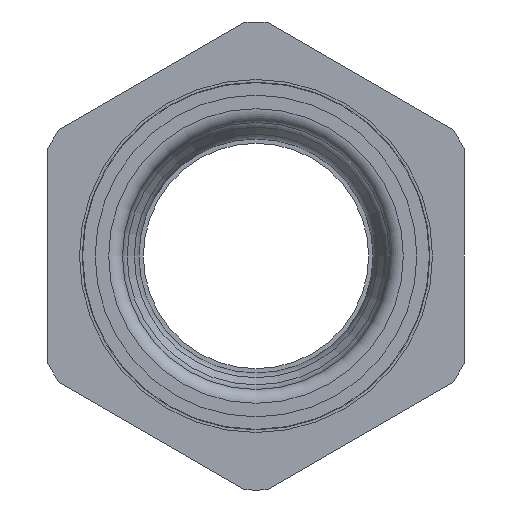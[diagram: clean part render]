
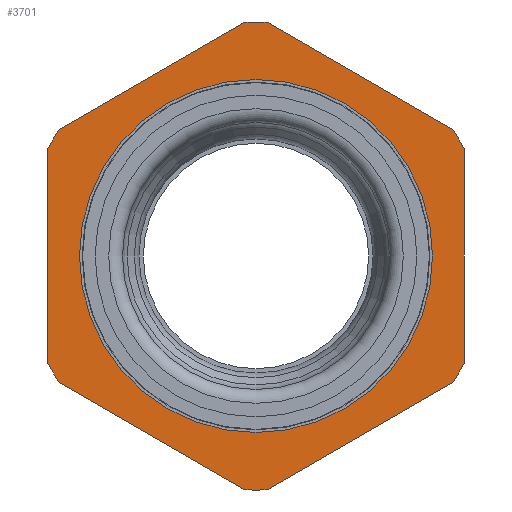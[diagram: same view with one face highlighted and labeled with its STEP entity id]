
A CAD part, front view. The second image highlights one B-rep face of the part: STEP entity #3701.
In plain terms, the highlighted planar face has unit normal (0, -1, 0).
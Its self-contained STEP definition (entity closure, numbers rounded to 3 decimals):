
#3 = CARTESIAN_POINT ( 'NONE',  ( 0., -6.35, -13.856 ) ) ;
#113 = AXIS2_PLACEMENT_3D ( 'NONE', #6356, #6461, #3087 ) ;
#123 = ORIENTED_EDGE ( 'NONE', *, *, #6575, .T. ) ;
#160 = CARTESIAN_POINT ( 'NONE',  ( 0.644, -6.35, 13.485 ) ) ;
#185 = EDGE_LOOP ( 'NONE', ( #123, #6457, #5630, #6045, #2653, #1390, #3121, #6399, #6852, #4664, #2622, #4913 ) ) ;
#280 = DIRECTION ( 'NONE',  ( -0.866, 0., -0.5 ) ) ;
#352 = CARTESIAN_POINT ( 'NONE',  ( -12., -6.35, -6.185 ) ) ;
#392 = CARTESIAN_POINT ( 'NONE',  ( 0., -6.35, 0. ) ) ;
#418 = EDGE_CURVE ( 'NONE', #5075, #5241, #2123, .T. ) ;
#453 = VERTEX_POINT ( 'NONE', #7077 ) ;
#462 = AXIS2_PLACEMENT_3D ( 'NONE', #2465, #1369, #714 ) ;
#533 = CARTESIAN_POINT ( 'NONE',  ( 0., -6.35, 13.856 ) ) ;
#655 = CARTESIAN_POINT ( 'NONE',  ( -11.356, -6.35, -7.3 ) ) ;
#714 = DIRECTION ( 'NONE',  ( 0., 0., -1. ) ) ;
#884 = DIRECTION ( 'NONE',  ( 0., -1., 0. ) ) ;
#890 = VECTOR ( 'NONE', #7036, 1000. ) ;
#949 = VERTEX_POINT ( 'NONE', #3169 ) ;
#1068 = CARTESIAN_POINT ( 'NONE',  ( -12., -6.35, -6.928 ) ) ;
#1369 = DIRECTION ( 'NONE',  ( 0., -1., 0. ) ) ;
#1390 = ORIENTED_EDGE ( 'NONE', *, *, #6266, .T. ) ;
#1419 = DIRECTION ( 'NONE',  ( 0., 1., 0. ) ) ;
#1578 = CARTESIAN_POINT ( 'NONE',  ( 12., -6.35, -6.928 ) ) ;
#1637 = DIRECTION ( 'NONE',  ( 0., -1., 0. ) ) ;
#1706 = VECTOR ( 'NONE', #3850, 1000. ) ;
#1719 = CARTESIAN_POINT ( 'NONE',  ( -11.356, -6.35, 7.3 ) ) ;
#1883 = EDGE_CURVE ( 'NONE', #4531, #2025, #3317, .T. ) ;
#1884 = DIRECTION ( 'NONE',  ( 0., 0., 1. ) ) ;
#1916 = DIRECTION ( 'NONE',  ( 0., 0., -1. ) ) ;
#1942 = CARTESIAN_POINT ( 'NONE',  ( -12., -6.35, 6.928 ) ) ;
#2025 = VERTEX_POINT ( 'NONE', #3584 ) ;
#2123 = CIRCLE ( 'NONE', #7042, 13.5 ) ;
#2303 = EDGE_CURVE ( 'NONE', #949, #949, #3261, .T. ) ;
#2323 = CIRCLE ( 'NONE', #6543, 13.5 ) ;
#2400 = FACE_OUTER_BOUND ( 'NONE', #185, .T. ) ;
#2465 = CARTESIAN_POINT ( 'NONE',  ( 0., -6.35, 0. ) ) ;
#2585 = VECTOR ( 'NONE', #2637, 1000. ) ;
#2622 = ORIENTED_EDGE ( 'NONE', *, *, #6351, .T. ) ;
#2637 = DIRECTION ( 'NONE',  ( 0.866, 0., 0.5 ) ) ;
#2653 = ORIENTED_EDGE ( 'NONE', *, *, #6919, .T. ) ;
#2723 = DIRECTION ( 'NONE',  ( 0., 0., -1. ) ) ;
#2884 = AXIS2_PLACEMENT_3D ( 'NONE', #6006, #4863, #3306 ) ;
#2925 = EDGE_CURVE ( 'NONE', #5130, #4022, #3019, .T. ) ;
#2947 = VERTEX_POINT ( 'NONE', #352 ) ;
#2973 = EDGE_CURVE ( 'NONE', #2025, #453, #2323, .T. ) ;
#3019 = CIRCLE ( 'NONE', #462, 13.5 ) ;
#3079 = DIRECTION ( 'NONE',  ( 0., -1., 0. ) ) ;
#3087 = DIRECTION ( 'NONE',  ( 0., 0., -1. ) ) ;
#3106 = CIRCLE ( 'NONE', #2884, 13.5 ) ;
#3110 = CARTESIAN_POINT ( 'NONE',  ( 0., -6.35, 0. ) ) ;
#3121 = ORIENTED_EDGE ( 'NONE', *, *, #4612, .T. ) ;
#3145 = CARTESIAN_POINT ( 'NONE',  ( 0.644, -6.35, -13.485 ) ) ;
#3147 = CARTESIAN_POINT ( 'NONE',  ( 12., -6.35, 6.928 ) ) ;
#3169 = CARTESIAN_POINT ( 'NONE',  ( 0., -6.35, 10.183 ) ) ;
#3257 = VERTEX_POINT ( 'NONE', #5752 ) ;
#3261 = CIRCLE ( 'NONE', #5634, 10.183 ) ;
#3286 = VECTOR ( 'NONE', #3390, 1000. ) ;
#3291 = DIRECTION ( 'NONE',  ( 0., -1., 0. ) ) ;
#3306 = DIRECTION ( 'NONE',  ( 0., 0., -1. ) ) ;
#3317 = LINE ( 'NONE', #1578, #2585 ) ;
#3326 = VECTOR ( 'NONE', #280, 1000. ) ;
#3339 = CARTESIAN_POINT ( 'NONE',  ( 0., -6.35, 0. ) ) ;
#3390 = DIRECTION ( 'NONE',  ( 0.866, 0., -0.5 ) ) ;
#3452 = CARTESIAN_POINT ( 'NONE',  ( -12., -6.35, 6.185 ) ) ;
#3515 = CARTESIAN_POINT ( 'NONE',  ( -0.644, -6.35, 13.485 ) ) ;
#3572 = AXIS2_PLACEMENT_3D ( 'NONE', #4576, #1419, #1884 ) ;
#3584 = CARTESIAN_POINT ( 'NONE',  ( 11.356, -6.35, -7.3 ) ) ;
#3605 = CARTESIAN_POINT ( 'NONE',  ( 0., -6.35, 0. ) ) ;
#3691 = CARTESIAN_POINT ( 'NONE',  ( 12., -6.35, 6.185 ) ) ;
#3701 = ADVANCED_FACE ( 'NONE', ( #2400, #5637 ), #4149, .F. ) ;
#3827 = EDGE_CURVE ( 'NONE', #5329, #3257, #4931, .T. ) ;
#3850 = DIRECTION ( 'NONE',  ( -0.866, 0., 0.5 ) ) ;
#3954 = LINE ( 'NONE', #533, #1706 ) ;
#4022 = VERTEX_POINT ( 'NONE', #3515 ) ;
#4136 = ORIENTED_EDGE ( 'NONE', *, *, #2303, .F. ) ;
#4149 = PLANE ( 'NONE',  #3572 ) ;
#4409 = DIRECTION ( 'NONE',  ( 0., 0., 1. ) ) ;
#4424 = CARTESIAN_POINT ( 'NONE',  ( -0.644, -6.35, -13.485 ) ) ;
#4531 = VERTEX_POINT ( 'NONE', #3145 ) ;
#4576 = CARTESIAN_POINT ( 'NONE',  ( -13.5, -6.35, 0. ) ) ;
#4612 = EDGE_CURVE ( 'NONE', #5507, #4630, #4910, .T. ) ;
#4630 = VERTEX_POINT ( 'NONE', #4424 ) ;
#4664 = ORIENTED_EDGE ( 'NONE', *, *, #2973, .T. ) ;
#4770 = LINE ( 'NONE', #3147, #890 ) ;
#4863 = DIRECTION ( 'NONE',  ( 0., -1., 0. ) ) ;
#4910 = LINE ( 'NONE', #3, #3286 ) ;
#4913 = ORIENTED_EDGE ( 'NONE', *, *, #3827, .T. ) ;
#4931 = CIRCLE ( 'NONE', #113, 13.5 ) ;
#5075 = VERTEX_POINT ( 'NONE', #1719 ) ;
#5130 = VERTEX_POINT ( 'NONE', #160 ) ;
#5241 = VERTEX_POINT ( 'NONE', #3452 ) ;
#5315 = EDGE_LOOP ( 'NONE', ( #4136 ) ) ;
#5329 = VERTEX_POINT ( 'NONE', #3691 ) ;
#5365 = CIRCLE ( 'NONE', #6967, 13.5 ) ;
#5473 = EDGE_CURVE ( 'NONE', #4630, #4531, #3106, .T. ) ;
#5507 = VERTEX_POINT ( 'NONE', #655 ) ;
#5630 = ORIENTED_EDGE ( 'NONE', *, *, #6692, .T. ) ;
#5634 = AXIS2_PLACEMENT_3D ( 'NONE', #3339, #1637, #4409 ) ;
#5637 = FACE_BOUND ( 'NONE', #5315, .T. ) ;
#5704 = VECTOR ( 'NONE', #6556, 1000. ) ;
#5752 = CARTESIAN_POINT ( 'NONE',  ( 11.356, -6.35, 7.3 ) ) ;
#5837 = DIRECTION ( 'NONE',  ( 0., 0., -1. ) ) ;
#6006 = CARTESIAN_POINT ( 'NONE',  ( 0., -6.35, 0. ) ) ;
#6045 = ORIENTED_EDGE ( 'NONE', *, *, #418, .T. ) ;
#6266 = EDGE_CURVE ( 'NONE', #2947, #5507, #5365, .T. ) ;
#6351 = EDGE_CURVE ( 'NONE', #453, #5329, #4770, .T. ) ;
#6356 = CARTESIAN_POINT ( 'NONE',  ( 0., -6.35, 0. ) ) ;
#6399 = ORIENTED_EDGE ( 'NONE', *, *, #5473, .T. ) ;
#6457 = ORIENTED_EDGE ( 'NONE', *, *, #2925, .T. ) ;
#6461 = DIRECTION ( 'NONE',  ( 0., -1., 0. ) ) ;
#6543 = AXIS2_PLACEMENT_3D ( 'NONE', #3110, #884, #5837 ) ;
#6556 = DIRECTION ( 'NONE',  ( 0., 0., -1. ) ) ;
#6575 = EDGE_CURVE ( 'NONE', #3257, #5130, #3954, .T. ) ;
#6692 = EDGE_CURVE ( 'NONE', #4022, #5075, #6773, .T. ) ;
#6773 = LINE ( 'NONE', #1942, #3326 ) ;
#6852 = ORIENTED_EDGE ( 'NONE', *, *, #1883, .T. ) ;
#6919 = EDGE_CURVE ( 'NONE', #5241, #2947, #7069, .T. ) ;
#6967 = AXIS2_PLACEMENT_3D ( 'NONE', #3605, #3079, #1916 ) ;
#7036 = DIRECTION ( 'NONE',  ( 0., 0., 1. ) ) ;
#7042 = AXIS2_PLACEMENT_3D ( 'NONE', #392, #3291, #2723 ) ;
#7069 = LINE ( 'NONE', #1068, #5704 ) ;
#7077 = CARTESIAN_POINT ( 'NONE',  ( 12., -6.35, -6.185 ) ) ;
